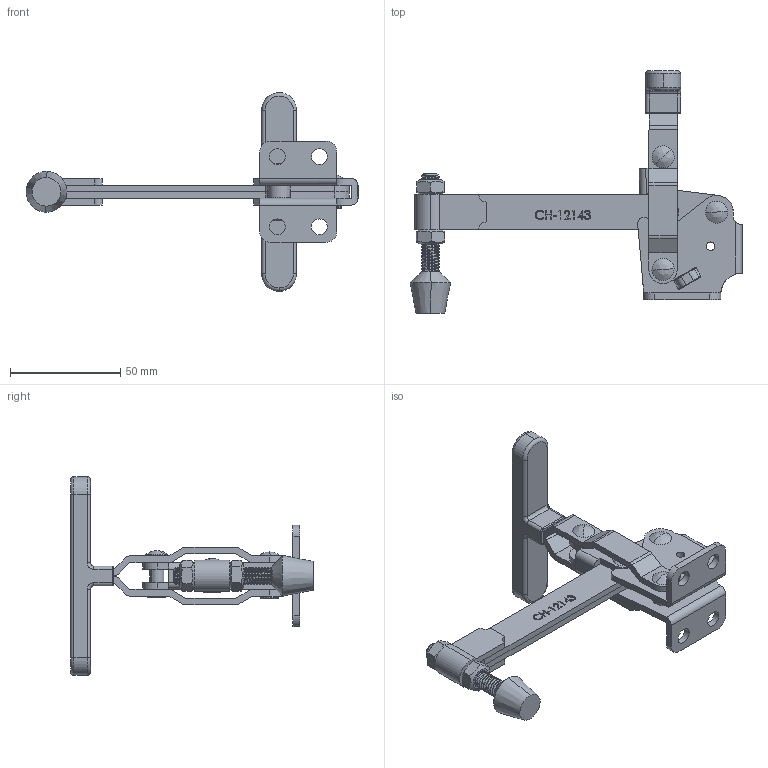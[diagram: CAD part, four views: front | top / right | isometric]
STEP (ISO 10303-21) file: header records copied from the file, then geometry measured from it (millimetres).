
FILE_DESCRIPTION (( 'STEP AP203' ), '1' );
FILE_NAME ('CH-12143.STEP', '2017-11-08T08:46:42', ( 'Windows' ), ( 'Microsoft' ), 'SwSTEP 2.0', 'SolidWorks 2015', '' );
FILE_SCHEMA (( 'CONFIG_CONTROL_DESIGN' ));
Length unit declared in the file: millimetre
Products named in the file (10): CH-12143-02 LONG SOLID _默认<按加工>; CH-12148-03 T-HANDLE; CH-12130-01 FLANGED BASE; CH-12143; CH-12130-04 CONNECTING-PLATE; CH-12130-05; CH-12130-08; CH-12130-06; CH-FC-56212 Nut; CH-FC-56212 SPINDLE SUPPLIED
Assembly tree (12 placements, depth 2):
  CH-12143
    CH-12130-01 FLANGED BASE
    CH-12130-04 CONNECTING-PLATE
    CH-12130-05
    CH-12130-08  x2
    CH-12130-06  x2
    CH-FC-56212 Nut  x2
    CH-FC-56212 SPINDLE SUPPLIED
    CH-12143-02 LONG SOLID _默认<按加工>
    CH-12148-03 T-HANDLE
Bounding box: 150.46 x 110 x 90 mm (x, y, z)
Volume: 59852.9 mm3; surface area: 42824.4 mm2
Topology: 14 solids, 14 shells, 804 faces, 2153 edges, 1400 vertices
Faces by surface type: plane 291, cylinder 249, bspline 175, torus 46, cone 43
Entity records: 34040 total; most frequent: CARTESIAN_POINT 15543, ORIENTED_EDGE 3990, DIRECTION 3044, EDGE_CURVE 1995, VERTEX_POINT 1308, VECTOR 1066, LINE 1066, AXIS2_PLACEMENT_3D 989
